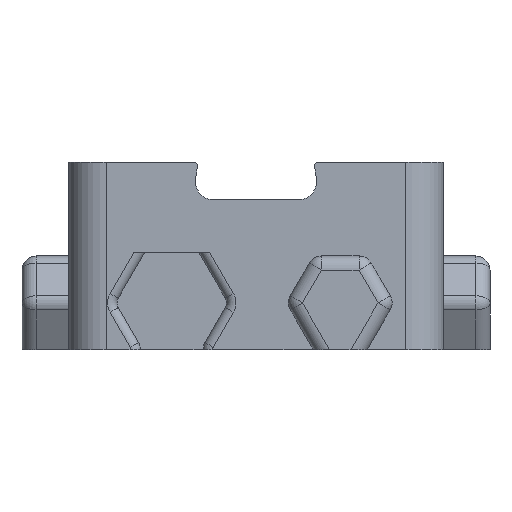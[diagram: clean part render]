
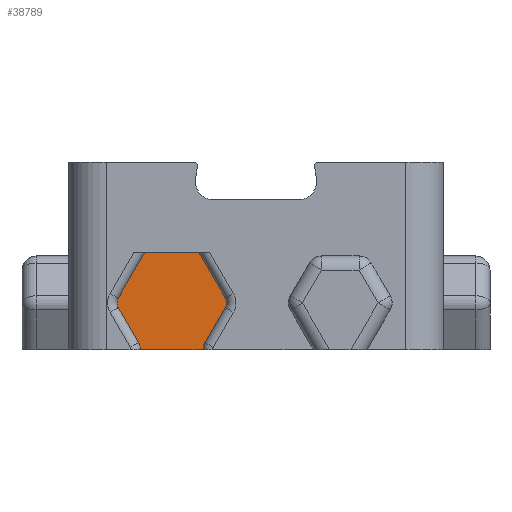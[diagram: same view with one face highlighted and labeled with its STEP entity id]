
A CAD part, front view. The second image highlights one B-rep face of the part: STEP entity #38789.
In plain terms, the highlighted planar face has unit normal (0, -1, 0).
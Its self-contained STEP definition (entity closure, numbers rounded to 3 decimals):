
#35187 = VERTEX_POINT('',#35188);
#35188 = CARTESIAN_POINT('',(-6.113,-14.8,10.4));
#35194 = EDGE_CURVE('',#35187,#35195,#35197,.T.);
#35195 = VERTEX_POINT('',#35196);
#35196 = CARTESIAN_POINT('',(-11.887,-14.8,10.4));
#35197 = LINE('',#35198,#35199);
#35198 = CARTESIAN_POINT('',(-6.113,-14.8,10.4));
#35199 = VECTOR('',#35200,1.);
#35200 = DIRECTION('',(-1.,0.,0.));
#38762 = VERTEX_POINT('',#38763);
#38763 = CARTESIAN_POINT('',(-12.551,-14.8,0.75));
#38769 = EDGE_CURVE('',#38762,#38770,#38772,.T.);
#38770 = VERTEX_POINT('',#38771);
#38771 = CARTESIAN_POINT('',(-12.35,-14.8,0.));
#38772 = CIRCLE('',#38773,1.5);
#38773 = AXIS2_PLACEMENT_3D('',#38774,#38775,#38776);
#38774 = CARTESIAN_POINT('',(-13.85,-14.8,0.));
#38775 = DIRECTION('',(0.,1.,0.));
#38776 = DIRECTION('',(-1.,0.,0.));
#38789 = ADVANCED_FACE('',(#38790),#38857,.T.);
#38790 = FACE_BOUND('',#38791,.T.);
#38791 = EDGE_LOOP('',(#38792,#38800,#38801,#38809,#38818,#38826,#38835,
    #38841,#38842,#38850));
#38792 = ORIENTED_EDGE('',*,*,#38793,.T.);
#38793 = EDGE_CURVE('',#38794,#38762,#38796,.T.);
#38794 = VERTEX_POINT('',#38795);
#38795 = CARTESIAN_POINT('',(-14.716,-14.8,4.5));
#38796 = LINE('',#38797,#38798);
#38797 = CARTESIAN_POINT('',(-14.716,-14.8,4.5));
#38798 = VECTOR('',#38799,1.);
#38799 = DIRECTION('',(0.5,0.,-0.866));
#38800 = ORIENTED_EDGE('',*,*,#38769,.T.);
#38801 = ORIENTED_EDGE('',*,*,#38802,.T.);
#38802 = EDGE_CURVE('',#38770,#38803,#38805,.T.);
#38803 = VERTEX_POINT('',#38804);
#38804 = CARTESIAN_POINT('',(-5.65,-14.8,0.));
#38805 = LINE('',#38806,#38807);
#38806 = CARTESIAN_POINT('',(-12.35,-14.8,0.));
#38807 = VECTOR('',#38808,1.);
#38808 = DIRECTION('',(1.,0.,0.));
#38809 = ORIENTED_EDGE('',*,*,#38810,.T.);
#38810 = EDGE_CURVE('',#38803,#38811,#38813,.T.);
#38811 = VERTEX_POINT('',#38812);
#38812 = CARTESIAN_POINT('',(-5.449,-14.8,0.75));
#38813 = CIRCLE('',#38814,1.5);
#38814 = AXIS2_PLACEMENT_3D('',#38815,#38816,#38817);
#38815 = CARTESIAN_POINT('',(-4.15,-14.8,0.));
#38816 = DIRECTION('',(0.,1.,0.));
#38817 = DIRECTION('',(-1.,0.,0.));
#38818 = ORIENTED_EDGE('',*,*,#38819,.T.);
#38819 = EDGE_CURVE('',#38811,#38820,#38822,.T.);
#38820 = VERTEX_POINT('',#38821);
#38821 = CARTESIAN_POINT('',(-3.284,-14.8,4.5));
#38822 = LINE('',#38823,#38824);
#38823 = CARTESIAN_POINT('',(-5.449,-14.8,0.75));
#38824 = VECTOR('',#38825,1.);
#38825 = DIRECTION('',(0.5,0.,0.866));
#38826 = ORIENTED_EDGE('',*,*,#38827,.F.);
#38827 = EDGE_CURVE('',#38828,#38820,#38830,.T.);
#38828 = VERTEX_POINT('',#38829);
#38829 = CARTESIAN_POINT('',(-3.284,-14.8,5.5));
#38830 = CIRCLE('',#38831,1.);
#38831 = AXIS2_PLACEMENT_3D('',#38832,#38833,#38834);
#38832 = CARTESIAN_POINT('',(-4.15,-14.8,5.));
#38833 = DIRECTION('',(0.,1.,0.));
#38834 = DIRECTION('',(-1.,0.,0.));
#38835 = ORIENTED_EDGE('',*,*,#38836,.T.);
#38836 = EDGE_CURVE('',#38828,#35187,#38837,.T.);
#38837 = LINE('',#38838,#38839);
#38838 = CARTESIAN_POINT('',(-3.284,-14.8,5.5));
#38839 = VECTOR('',#38840,1.);
#38840 = DIRECTION('',(-0.5,0.,0.866));
#38841 = ORIENTED_EDGE('',*,*,#35194,.T.);
#38842 = ORIENTED_EDGE('',*,*,#38843,.T.);
#38843 = EDGE_CURVE('',#35195,#38844,#38846,.T.);
#38844 = VERTEX_POINT('',#38845);
#38845 = CARTESIAN_POINT('',(-14.716,-14.8,5.5));
#38846 = LINE('',#38847,#38848);
#38847 = CARTESIAN_POINT('',(-11.887,-14.8,10.4));
#38848 = VECTOR('',#38849,1.);
#38849 = DIRECTION('',(-0.5,0.,-0.866));
#38850 = ORIENTED_EDGE('',*,*,#38851,.F.);
#38851 = EDGE_CURVE('',#38794,#38844,#38852,.T.);
#38852 = CIRCLE('',#38853,1.);
#38853 = AXIS2_PLACEMENT_3D('',#38854,#38855,#38856);
#38854 = CARTESIAN_POINT('',(-13.85,-14.8,5.));
#38855 = DIRECTION('',(0.,1.,0.));
#38856 = DIRECTION('',(-1.,0.,0.));
#38857 = PLANE('',#38858);
#38858 = AXIS2_PLACEMENT_3D('',#38859,#38860,#38861);
#38859 = CARTESIAN_POINT('',(-9.,-14.8,5.09));
#38860 = DIRECTION('',(0.,-1.,0.));
#38861 = DIRECTION('',(0.,0.,1.));
